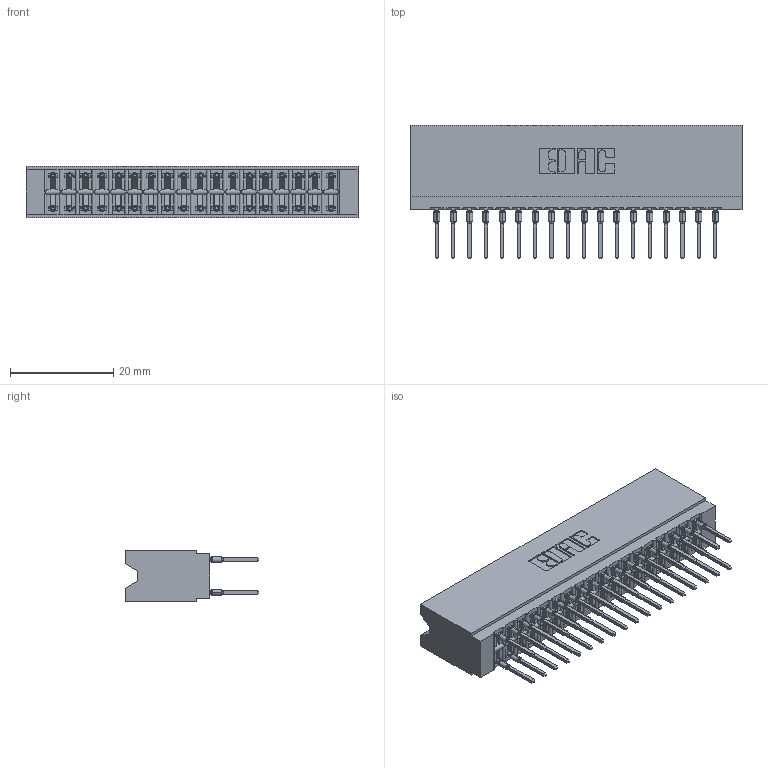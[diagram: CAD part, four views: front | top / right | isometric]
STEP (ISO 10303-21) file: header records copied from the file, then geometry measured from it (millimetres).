
FILE_DESCRIPTION (( 'STEP AP203' ), '1' );
FILE_NAME ('746-036-527-206.STEP', '2026-02-27T13:36:09', ( '' ), ( '' ), 'SwSTEP 2.0', 'SolidWorks 2023', '' );
FILE_SCHEMA (( 'CONFIG_CONTROL_DESIGN' ));
Length unit declared in the file: millimetre
Products named in the file (3): 746-036-527-206; 746-292-001_527; 746 Part_.515 Slot Depth - 06
Assembly tree (37 placements, depth 2):
  746-036-527-206
    746 Part_.515 Slot Depth - 06
    746-292-001_527  x36
Bounding box: 64.39 x 25.9 x 9.91 mm (x, y, z)
Volume: 7090.6 mm3; surface area: 11206.7 mm2
Topology: 37 solids, 37 shells, 3320 faces, 9121 edges, 5809 vertices
Faces by surface type: plane 1712, bspline 720, cylinder 672, torus 216
Entity records: 31181 total; most frequent: CARTESIAN_POINT 6408, ORIENTED_EDGE 5292, DIRECTION 4460, EDGE_CURVE 2646, VECTOR 2282, LINE 2282, VERTEX_POINT 1749, AXIS2_PLACEMENT_3D 1089
